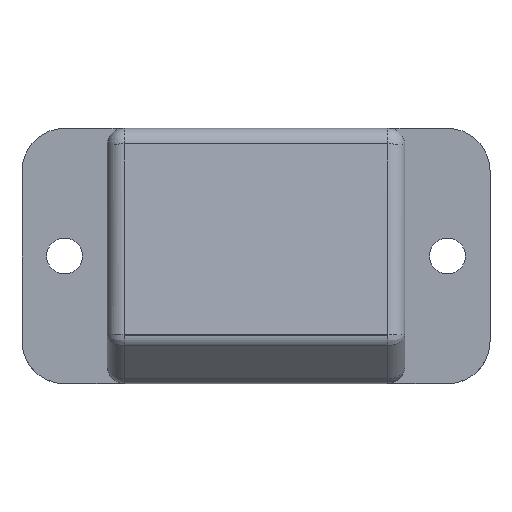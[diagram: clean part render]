
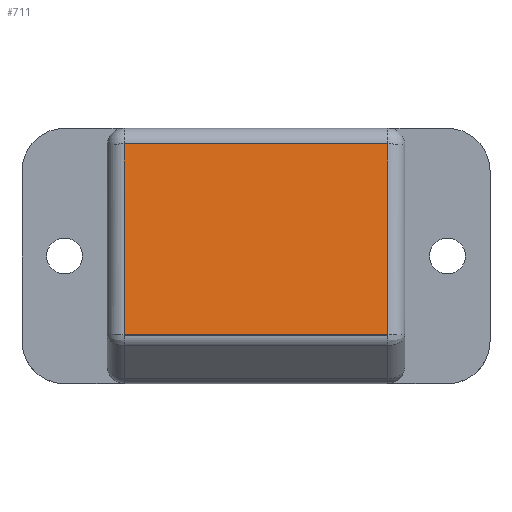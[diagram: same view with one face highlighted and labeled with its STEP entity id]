
A CAD part, top view. The second image highlights one B-rep face of the part: STEP entity #711.
In plain terms, the highlighted planar face has unit normal (0, 0.082, 0.997).
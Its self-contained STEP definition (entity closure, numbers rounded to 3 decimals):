
#78 = VECTOR ( 'NONE', #1283, 1000. ) ;
#124 = ORIENTED_EDGE ( 'NONE', *, *, #747, .T. ) ;
#125 = ORIENTED_EDGE ( 'NONE', *, *, #655, .T. ) ;
#142 = ORIENTED_EDGE ( 'NONE', *, *, #666, .F. ) ;
#143 = ORIENTED_EDGE ( 'NONE', *, *, #639, .T. ) ;
#178 = VECTOR ( 'NONE', #1067, 1000. ) ;
#235 = LINE ( 'NONE', #236, #1132 ) ;
#236 = CARTESIAN_POINT ( 'NONE',  ( 17.5, -9.256, 6.995 ) ) ;
#237 = DIRECTION ( 'NONE',  ( -1., 0., 0. ) ) ;
#379 = CARTESIAN_POINT ( 'NONE',  ( 15.5, -9.256, 6.995 ) ) ;
#380 = CARTESIAN_POINT ( 'NONE',  ( -15.5, -9.256, 6.995 ) ) ;
#381 = CARTESIAN_POINT ( 'NONE',  ( 15.5, 13.164, 5.151 ) ) ;
#382 = CARTESIAN_POINT ( 'NONE',  ( -15.5, 13.164, 5.151 ) ) ;
#543 = PLANE ( 'NONE',  #1128 ) ;
#544 = CARTESIAN_POINT ( 'NONE',  ( 17.5, -9.256, 6.995 ) ) ;
#545 = DIRECTION ( 'NONE',  ( 0., -0.082, -0.997 ) ) ;
#546 = DIRECTION ( 'NONE',  ( 0., 0.997, -0.082 ) ) ;
#598 = EDGE_LOOP ( 'NONE', ( #142, #124, #143, #125 ) ) ;
#639 = EDGE_CURVE ( 'NONE', #928, #929, #1281, .T. ) ;
#655 = EDGE_CURVE ( 'NONE', #929, #927, #1329, .T. ) ;
#666 = EDGE_CURVE ( 'NONE', #926, #927, #235, .T. ) ;
#711 = ADVANCED_FACE ( 'NONE', ( #1126 ), #543, .F. ) ;
#747 = EDGE_CURVE ( 'NONE', #926, #928, #1065, .T. ) ;
#926 = VERTEX_POINT ( 'NONE', #379 ) ;
#927 = VERTEX_POINT ( 'NONE', #380 ) ;
#928 = VERTEX_POINT ( 'NONE', #381 ) ;
#929 = VERTEX_POINT ( 'NONE', #382 ) ;
#981 = VECTOR ( 'NONE', #1331, 1000. ) ;
#1065 = LINE ( 'NONE', #1066, #178 ) ;
#1066 = CARTESIAN_POINT ( 'NONE',  ( 15.5, -9.256, 6.995 ) ) ;
#1067 = DIRECTION ( 'NONE',  ( 0., 0.997, -0.082 ) ) ;
#1126 = FACE_OUTER_BOUND ( 'NONE', #598, .T. ) ;
#1128 = AXIS2_PLACEMENT_3D ( 'NONE', #544, #545, #546 ) ;
#1132 = VECTOR ( 'NONE', #237, 1000. ) ;
#1281 = LINE ( 'NONE', #1282, #78 ) ;
#1282 = CARTESIAN_POINT ( 'NONE',  ( 17.5, 13.164, 5.151 ) ) ;
#1283 = DIRECTION ( 'NONE',  ( -1., 0., 0. ) ) ;
#1329 = LINE ( 'NONE', #1330, #981 ) ;
#1330 = CARTESIAN_POINT ( 'NONE',  ( -15.5, -9.256, 6.995 ) ) ;
#1331 = DIRECTION ( 'NONE',  ( 0., -0.997, 0.082 ) ) ;
